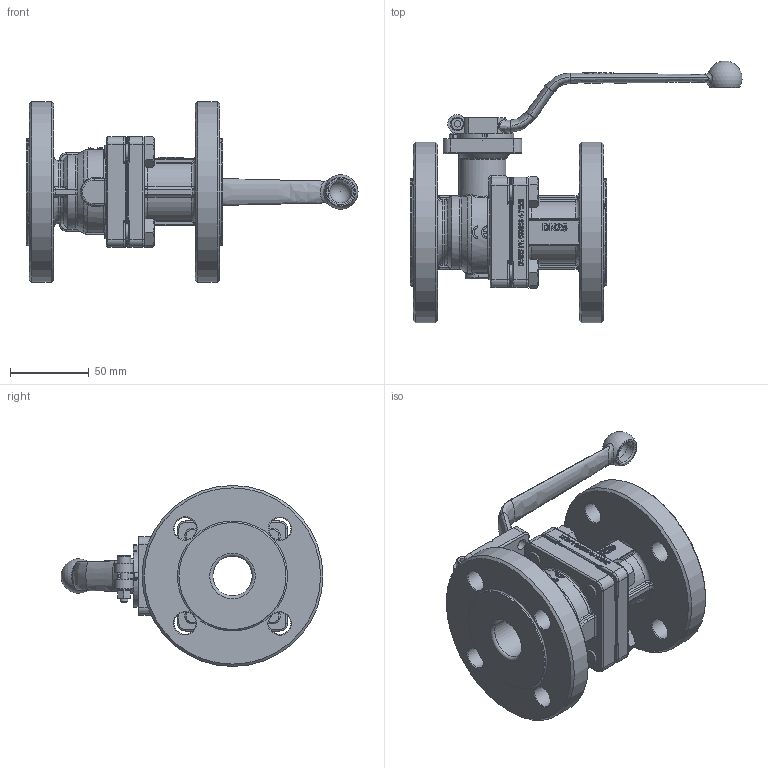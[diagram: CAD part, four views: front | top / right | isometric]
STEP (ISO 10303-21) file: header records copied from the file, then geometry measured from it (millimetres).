
FILE_DESCRIPTION (( 'STEP AP214' ), '1' );
FILE_NAME ('DVGW-FK-100G16-4-71ME 2212.STEP', '2022-12-08T10:31:44', ( '' ), ( '' ), 'SwSTEP 2.0', 'SolidWorks 2019', '' );
FILE_SCHEMA (( 'AUTOMOTIVE_DESIGN' ));
Length unit declared in the file: millimetre
Products named in the file (1): DVGW-FK-100G16-4-71ME 2212
Bounding box: 210.98 x 166.45 x 115 mm (x, y, z)
Volume: 546058.1 mm3; surface area: 113881.3 mm2
Topology: 1 solids, 1 shells, 1154 faces, 2968 edges, 1832 vertices
Faces by surface type: plane 422, bspline 297, cylinder 242, torus 121, cone 64, sphere 8
Full cylindrical faces by diameter (mm): 4 x2, 5 x3, 5.2 x2, 7 x4, 8.5 x1, 9 x1, 9.188 x4, 10 x8, 11 x4, 14 x9, 15.4 x4, 17.36 x1, 25 x1, 30 x1, 68 x2, 115 x2
Entity records: 52993 total; most frequent: CARTESIAN_POINT 25732, ORIENTED_EDGE 5574, DIRECTION 4102, EDGE_CURVE 2787, VERTEX_POINT 1786, AXIS2_PLACEMENT_3D 1441, EDGE_LOOP 1347, FACE_OUTER_BOUND 1229
